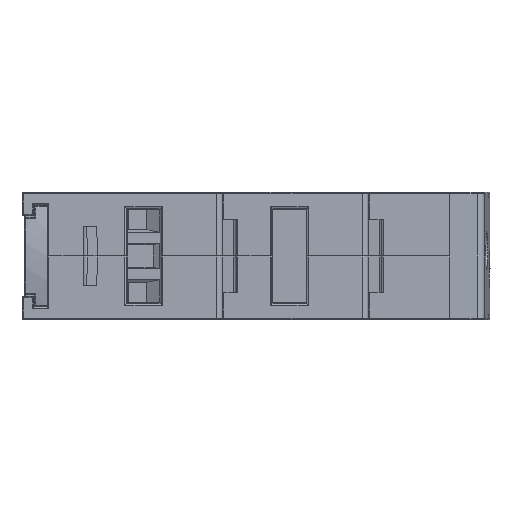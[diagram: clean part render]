
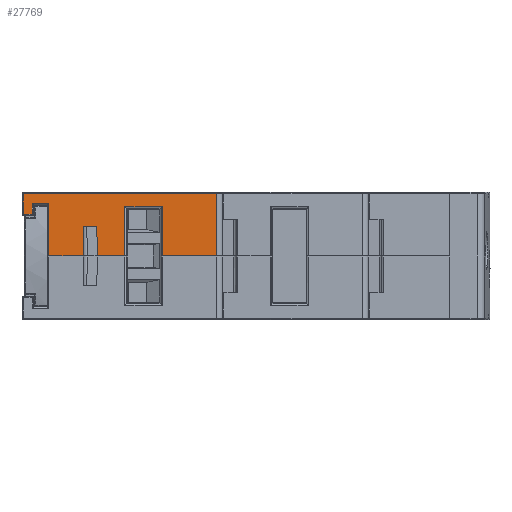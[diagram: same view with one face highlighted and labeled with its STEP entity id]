
A CAD part, front view. The second image highlights one B-rep face of the part: STEP entity #27769.
In plain terms, the highlighted planar face has unit normal (0, -1, 0).
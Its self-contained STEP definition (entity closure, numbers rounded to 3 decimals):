
#195 = ORIENTED_EDGE ( 'NONE', *, *, #2276, .T. ) ;
#657 = AXIS2_PLACEMENT_3D ( 'NONE', #16416, #19822, #33058 ) ;
#1239 = CARTESIAN_POINT ( 'NONE',  ( 15.783, -45., 6.733 ) ) ;
#2043 = EDGE_CURVE ( 'NONE', #3466, #41127, #33879, .T. ) ;
#2053 = VECTOR ( 'NONE', #23416, 1000. ) ;
#2059 = VERTEX_POINT ( 'NONE', #1239 ) ;
#2276 = EDGE_CURVE ( 'NONE', #2059, #15391, #5055, .T. ) ;
#2532 = CARTESIAN_POINT ( 'NONE',  ( 24., -45., 8.55 ) ) ;
#2544 = ORIENTED_EDGE ( 'NONE', *, *, #19861, .T. ) ;
#2658 = LINE ( 'NONE', #9689, #29631 ) ;
#2944 = EDGE_CURVE ( 'NONE', #41602, #19451, #23729, .T. ) ;
#3374 = FACE_OUTER_BOUND ( 'NONE', #31248, .T. ) ;
#3466 = VERTEX_POINT ( 'NONE', #9950 ) ;
#3498 = CARTESIAN_POINT ( 'NONE',  ( 0.2, -45., 8.75 ) ) ;
#4367 = CARTESIAN_POINT ( 'NONE',  ( 4.883, -45., 0. ) ) ;
#4428 = CARTESIAN_POINT ( 'NONE',  ( 4.961, -45., 8.916 ) ) ;
#4645 = LINE ( 'NONE', #4428, #23221 ) ;
#4882 = LINE ( 'NONE', #2532, #8823 ) ;
#4942 = VECTOR ( 'NONE', #40955, 1000. ) ;
#5055 = LINE ( 'NONE', #40963, #25900 ) ;
#5248 = DIRECTION ( 'NONE',  ( -0.009, 0., 1. ) ) ;
#5702 = VERTEX_POINT ( 'NONE', #20941 ) ;
#6259 = EDGE_CURVE ( 'NONE', #32457, #5702, #40947, .T. ) ;
#6405 = VERTEX_POINT ( 'NONE', #29563 ) ;
#6440 = DIRECTION ( 'NONE',  ( 1., 0., 0. ) ) ;
#6501 = DIRECTION ( 'NONE',  ( 0., 0., -1. ) ) ;
#7309 = DIRECTION ( 'NONE',  ( 0., 0., 1. ) ) ;
#8245 = LINE ( 'NONE', #14871, #4942 ) ;
#8299 = ORIENTED_EDGE ( 'NONE', *, *, #27211, .T. ) ;
#8823 = VECTOR ( 'NONE', #12374, 1000. ) ;
#9367 = VECTOR ( 'NONE', #41840, 1000. ) ;
#9689 = CARTESIAN_POINT ( 'NONE',  ( 23.2, -45., 8.75 ) ) ;
#9714 = VECTOR ( 'NONE', #14368, 1000. ) ;
#9950 = CARTESIAN_POINT ( 'NONE',  ( -3.3, -45., 8.55 ) ) ;
#10068 = CARTESIAN_POINT ( 'NONE',  ( 24., -45., 0. ) ) ;
#11003 = EDGE_CURVE ( 'NONE', #16628, #2059, #34562, .T. ) ;
#11044 = ORIENTED_EDGE ( 'NONE', *, *, #2944, .T. ) ;
#11332 = CARTESIAN_POINT ( 'NONE',  ( 23.2, -45., 0. ) ) ;
#11349 = EDGE_CURVE ( 'NONE', #20314, #36938, #18692, .T. ) ;
#11843 = ORIENTED_EDGE ( 'NONE', *, *, #38697, .T. ) ;
#12175 = EDGE_CURVE ( 'NONE', #41127, #41602, #14582, .T. ) ;
#12374 = DIRECTION ( 'NONE',  ( -1., 0., 0. ) ) ;
#13546 = CARTESIAN_POINT ( 'NONE',  ( 24., -45., 7.2 ) ) ;
#13633 = PLANE ( 'NONE',  #657 ) ;
#14181 = LINE ( 'NONE', #13546, #41896 ) ;
#14309 = VECTOR ( 'NONE', #41875, 1000. ) ;
#14368 = DIRECTION ( 'NONE',  ( 1., 0., 0. ) ) ;
#14582 = LINE ( 'NONE', #17564, #9714 ) ;
#14752 = VERTEX_POINT ( 'NONE', #40578 ) ;
#14871 = CARTESIAN_POINT ( 'NONE',  ( 24., -45., 0. ) ) ;
#15391 = VERTEX_POINT ( 'NONE', #40205 ) ;
#15603 = VERTEX_POINT ( 'NONE', #4367 ) ;
#15624 = ORIENTED_EDGE ( 'NONE', *, *, #6259, .F. ) ;
#15790 = LINE ( 'NONE', #28803, #14309 ) ;
#16416 = CARTESIAN_POINT ( 'NONE',  ( 24., -45., 8.75 ) ) ;
#16610 = CARTESIAN_POINT ( 'NONE',  ( -2.1, -45., 7.2 ) ) ;
#16628 = VERTEX_POINT ( 'NONE', #36659 ) ;
#16972 = EDGE_CURVE ( 'NONE', #23387, #14752, #2658, .T. ) ;
#17420 = CARTESIAN_POINT ( 'NONE',  ( 6.742, -45., 8.599 ) ) ;
#17564 = CARTESIAN_POINT ( 'NONE',  ( 24., -45., 5.7 ) ) ;
#17606 = ORIENTED_EDGE ( 'NONE', *, *, #25174, .F. ) ;
#17832 = VECTOR ( 'NONE', #27914, 1000. ) ;
#18023 = ORIENTED_EDGE ( 'NONE', *, *, #40058, .F. ) ;
#18692 = LINE ( 'NONE', #3498, #33512 ) ;
#18741 = CARTESIAN_POINT ( 'NONE',  ( 24., -45., 4. ) ) ;
#18774 = EDGE_CURVE ( 'NONE', #36938, #15603, #26879, .T. ) ;
#18870 = ORIENTED_EDGE ( 'NONE', *, *, #16972, .T. ) ;
#19451 = VERTEX_POINT ( 'NONE', #16610 ) ;
#19822 = DIRECTION ( 'NONE',  ( 0., 1., 0. ) ) ;
#19861 = EDGE_CURVE ( 'NONE', #15391, #23387, #8245, .T. ) ;
#20314 = VERTEX_POINT ( 'NONE', #24535 ) ;
#20941 = CARTESIAN_POINT ( 'NONE',  ( 6.782, -45., 4. ) ) ;
#21550 = VECTOR ( 'NONE', #39726, 1000. ) ;
#21569 = VECTOR ( 'NONE', #6440, 1000. ) ;
#22000 = ORIENTED_EDGE ( 'NONE', *, *, #27686, .T. ) ;
#22547 = CARTESIAN_POINT ( 'NONE',  ( -2.1, -45., 5.7 ) ) ;
#22709 = DIRECTION ( 'NONE',  ( 0., 0., 1. ) ) ;
#22967 = CARTESIAN_POINT ( 'NONE',  ( 10.617, -45., 0. ) ) ;
#23221 = VECTOR ( 'NONE', #33059, 1000. ) ;
#23370 = EDGE_CURVE ( 'NONE', #32457, #35097, #35713, .T. ) ;
#23387 = VERTEX_POINT ( 'NONE', #11332 ) ;
#23416 = DIRECTION ( 'NONE',  ( 0., 0., -1. ) ) ;
#23524 = ORIENTED_EDGE ( 'NONE', *, *, #11003, .T. ) ;
#23729 = LINE ( 'NONE', #33779, #36193 ) ;
#24535 = CARTESIAN_POINT ( 'NONE',  ( 0.2, -45., 7.2 ) ) ;
#25174 = EDGE_CURVE ( 'NONE', #5702, #6405, #30491, .T. ) ;
#25900 = VECTOR ( 'NONE', #31084, 1000. ) ;
#26467 = CARTESIAN_POINT ( 'NONE',  ( 24., -45., 0. ) ) ;
#26753 = CARTESIAN_POINT ( 'NONE',  ( -3.3, -45., 5.7 ) ) ;
#26879 = LINE ( 'NONE', #26467, #21550 ) ;
#27211 = EDGE_CURVE ( 'NONE', #14752, #3466, #4882, .T. ) ;
#27686 = EDGE_CURVE ( 'NONE', #35097, #16628, #15790, .T. ) ;
#27769 = ADVANCED_FACE ( 'NONE', ( #3374 ), #13633, .F. ) ;
#27914 = DIRECTION ( 'NONE',  ( 1., 0., 0. ) ) ;
#28475 = ORIENTED_EDGE ( 'NONE', *, *, #23370, .T. ) ;
#28803 = CARTESIAN_POINT ( 'NONE',  ( 10.617, -45., 8.75 ) ) ;
#29563 = CARTESIAN_POINT ( 'NONE',  ( 4.918, -45., 4. ) ) ;
#29631 = VECTOR ( 'NONE', #22709, 1000. ) ;
#30491 = LINE ( 'NONE', #18741, #9367 ) ;
#30758 = CARTESIAN_POINT ( 'NONE',  ( 6.817, -45., 0. ) ) ;
#31084 = DIRECTION ( 'NONE',  ( 0., 0., -1. ) ) ;
#31248 = EDGE_LOOP ( 'NONE', ( #2544, #18870, #8299, #38368, #35858, #11044, #11843, #33063, #31985, #18023, #17606, #15624, #28475, #22000, #23524, #195 ) ) ;
#31985 = ORIENTED_EDGE ( 'NONE', *, *, #18774, .T. ) ;
#32457 = VERTEX_POINT ( 'NONE', #30758 ) ;
#33058 = DIRECTION ( 'NONE',  ( -1., 0., 0. ) ) ;
#33059 = DIRECTION ( 'NONE',  ( -0.009, 0., -1. ) ) ;
#33063 = ORIENTED_EDGE ( 'NONE', *, *, #11349, .T. ) ;
#33512 = VECTOR ( 'NONE', #6501, 1000. ) ;
#33594 = DIRECTION ( 'NONE',  ( 1., 0., 0. ) ) ;
#33779 = CARTESIAN_POINT ( 'NONE',  ( -2.1, -45., 8.75 ) ) ;
#33879 = LINE ( 'NONE', #40325, #2053 ) ;
#34562 = LINE ( 'NONE', #40786, #17832 ) ;
#35097 = VERTEX_POINT ( 'NONE', #22967 ) ;
#35713 = LINE ( 'NONE', #10068, #21569 ) ;
#35858 = ORIENTED_EDGE ( 'NONE', *, *, #12175, .T. ) ;
#36193 = VECTOR ( 'NONE', #7309, 1000. ) ;
#36487 = VECTOR ( 'NONE', #5248, 1000. ) ;
#36659 = CARTESIAN_POINT ( 'NONE',  ( 10.617, -45., 6.733 ) ) ;
#36938 = VERTEX_POINT ( 'NONE', #37708 ) ;
#37708 = CARTESIAN_POINT ( 'NONE',  ( 0.2, -45., 0. ) ) ;
#38368 = ORIENTED_EDGE ( 'NONE', *, *, #2043, .T. ) ;
#38697 = EDGE_CURVE ( 'NONE', #19451, #20314, #14181, .T. ) ;
#39726 = DIRECTION ( 'NONE',  ( 1., 0., 0. ) ) ;
#40058 = EDGE_CURVE ( 'NONE', #6405, #15603, #4645, .T. ) ;
#40205 = CARTESIAN_POINT ( 'NONE',  ( 15.783, -45., 0. ) ) ;
#40325 = CARTESIAN_POINT ( 'NONE',  ( -3.3, -45., 8.75 ) ) ;
#40578 = CARTESIAN_POINT ( 'NONE',  ( 23.2, -45., 8.55 ) ) ;
#40786 = CARTESIAN_POINT ( 'NONE',  ( 24., -45., 6.733 ) ) ;
#40947 = LINE ( 'NONE', #17420, #36487 ) ;
#40955 = DIRECTION ( 'NONE',  ( 1., 0., 0. ) ) ;
#40963 = CARTESIAN_POINT ( 'NONE',  ( 15.783, -45., 8.75 ) ) ;
#41127 = VERTEX_POINT ( 'NONE', #26753 ) ;
#41602 = VERTEX_POINT ( 'NONE', #22547 ) ;
#41840 = DIRECTION ( 'NONE',  ( -1., 0., 0. ) ) ;
#41875 = DIRECTION ( 'NONE',  ( 0., 0., 1. ) ) ;
#41896 = VECTOR ( 'NONE', #33594, 1000. ) ;
